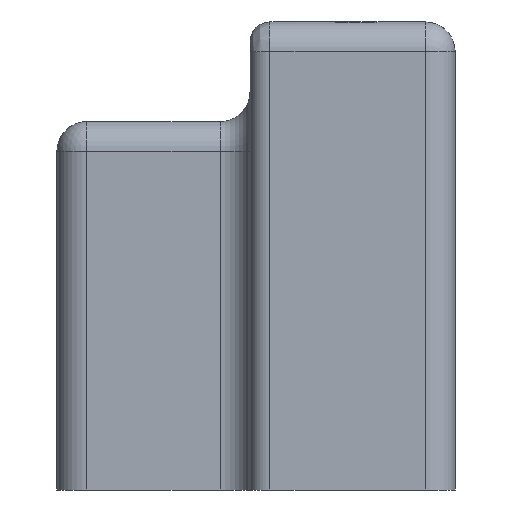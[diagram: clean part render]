
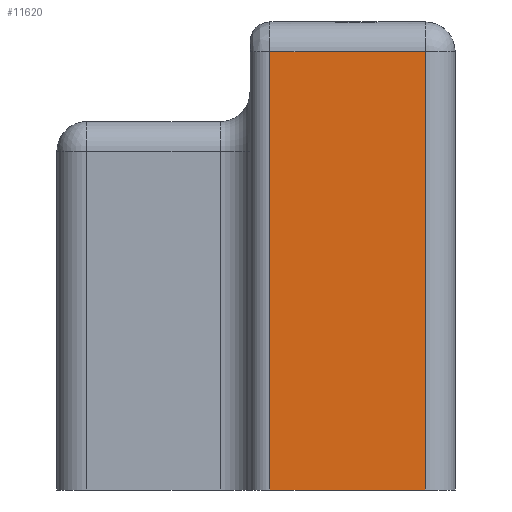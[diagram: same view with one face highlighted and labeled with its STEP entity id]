
A CAD part, left-side view. The second image highlights one B-rep face of the part: STEP entity #11620.
In plain terms, the highlighted planar face has unit normal (-1, 0, 0).
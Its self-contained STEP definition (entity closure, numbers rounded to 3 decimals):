
#2922=DIRECTION('',(0.,0.,1.));
#2923=VECTOR('',#2922,22.);
#2924=CARTESIAN_POINT('',(-17.5,9.3,-11.75));
#2925=LINE('',#2924,#2923);
#2926=DIRECTION('',(0.,-1.,0.));
#2927=VECTOR('',#2926,7.8);
#2928=CARTESIAN_POINT('',(-17.5,9.3,10.25));
#2929=LINE('',#2928,#2927);
#2930=DIRECTION('',(0.,0.,-1.));
#2931=VECTOR('',#2930,22.);
#2932=CARTESIAN_POINT('',(-17.5,1.5,10.25));
#2933=LINE('',#2932,#2931);
#2934=DIRECTION('',(0.,1.,0.));
#2935=VECTOR('',#2934,7.8);
#2936=CARTESIAN_POINT('',(-17.5,1.5,-11.75));
#2937=LINE('',#2936,#2935);
#7263=CARTESIAN_POINT('',(-17.5,1.5,-11.75));
#7265=VERTEX_POINT('',#7263);
#7266=CARTESIAN_POINT('',(-17.5,1.5,10.25));
#7267=VERTEX_POINT('',#7266);
#7356=CARTESIAN_POINT('',(-17.5,9.3,10.25));
#7357=VERTEX_POINT('',#7356);
#7358=CARTESIAN_POINT('',(-17.5,9.3,-11.75));
#7360=VERTEX_POINT('',#7358);
#11609=CARTESIAN_POINT('',(-17.5,0.,-11.75));
#11610=DIRECTION('',(-1.,0.,0.));
#11611=DIRECTION('',(0.,0.,1.));
#11612=AXIS2_PLACEMENT_3D('',#11609,#11610,#11611);
#11613=PLANE('',#11612);
#11614=ORIENTED_EDGE('',*,*,#11510,.T.);
#11615=ORIENTED_EDGE('',*,*,#11566,.T.);
#11616=ORIENTED_EDGE('',*,*,#11602,.T.);
#11617=ORIENTED_EDGE('',*,*,#11185,.T.);
#11618=EDGE_LOOP('',(#11614,#11615,#11616,#11617));
#11619=FACE_OUTER_BOUND('',#11618,.F.);
#11620=ADVANCED_FACE('',(#11619),#11613,.T.);
#11185=EDGE_CURVE('',#7265,#7360,#2937,.T.);
#11510=EDGE_CURVE('',#7360,#7357,#2925,.T.);
#11566=EDGE_CURVE('',#7357,#7267,#2929,.T.);
#11602=EDGE_CURVE('',#7267,#7265,#2933,.T.);
